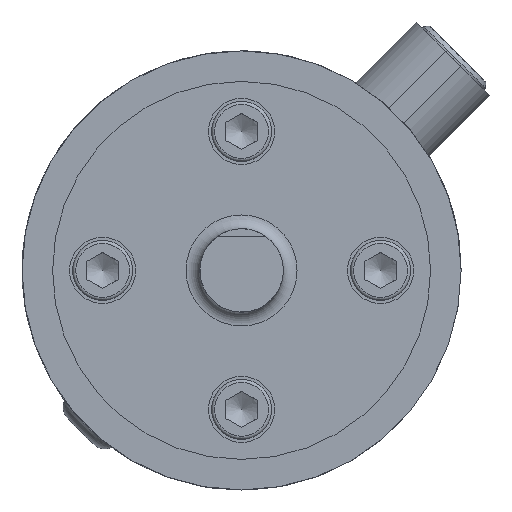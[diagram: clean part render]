
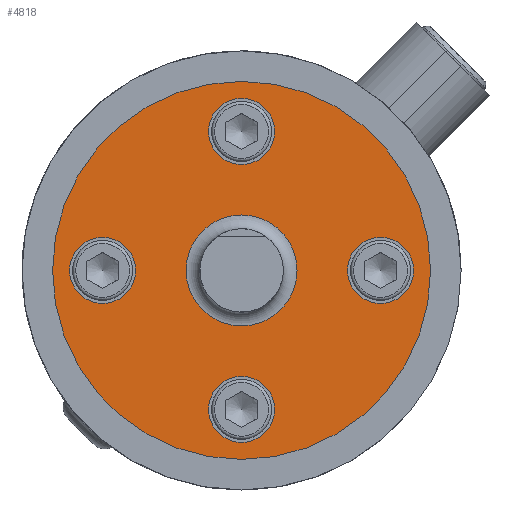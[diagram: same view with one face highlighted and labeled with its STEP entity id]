
A CAD part, front view. The second image highlights one B-rep face of the part: STEP entity #4818.
In plain terms, the highlighted planar face has unit normal (0, -1, 0).
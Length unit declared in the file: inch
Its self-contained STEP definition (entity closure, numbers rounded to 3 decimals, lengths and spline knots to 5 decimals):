
#766=PLANE('',#5343);
#940=FACE_BOUND('',#1664,.T.);
#941=FACE_BOUND('',#1665,.T.);
#942=FACE_BOUND('',#1666,.T.);
#943=FACE_BOUND('',#1667,.T.);
#944=FACE_BOUND('',#1668,.T.);
#1231=FACE_OUTER_BOUND('',#1663,.T.);
#1663=EDGE_LOOP('',(#3884));
#1664=EDGE_LOOP('',(#3885));
#1665=EDGE_LOOP('',(#3886));
#1666=EDGE_LOOP('',(#3887));
#1667=EDGE_LOOP('',(#3888));
#1668=EDGE_LOOP('',(#3889));
#2091=CIRCLE('',#5337,0.85);
#2094=CIRCLE('',#5344,0.1485);
#2095=CIRCLE('',#5345,0.1485);
#2096=CIRCLE('',#5346,0.1485);
#2097=CIRCLE('',#5347,0.1485);
#2098=CIRCLE('',#5348,0.2495);
#2474=VERTEX_POINT('',#8104);
#2479=VERTEX_POINT('',#8120);
#2480=VERTEX_POINT('',#8122);
#2481=VERTEX_POINT('',#8124);
#2482=VERTEX_POINT('',#8126);
#2483=VERTEX_POINT('',#8128);
#2995=EDGE_CURVE('',#2474,#2474,#2091,.T.);
#3002=EDGE_CURVE('',#2479,#2479,#2094,.T.);
#3003=EDGE_CURVE('',#2480,#2480,#2095,.T.);
#3004=EDGE_CURVE('',#2481,#2481,#2096,.T.);
#3005=EDGE_CURVE('',#2482,#2482,#2097,.T.);
#3006=EDGE_CURVE('',#2483,#2483,#2098,.T.);
#3884=ORIENTED_EDGE('',*,*,#2995,.T.);
#3885=ORIENTED_EDGE('',*,*,#3002,.T.);
#3886=ORIENTED_EDGE('',*,*,#3003,.T.);
#3887=ORIENTED_EDGE('',*,*,#3004,.T.);
#3888=ORIENTED_EDGE('',*,*,#3005,.T.);
#3889=ORIENTED_EDGE('',*,*,#3006,.F.);
#4818=ADVANCED_FACE('',(#1231,#940,#941,#942,#943,#944),#766,.T.);
#5337=AXIS2_PLACEMENT_3D('',#8105,#6397,#6398);
#5343=AXIS2_PLACEMENT_3D('',#8119,#6413,#6414);
#5344=AXIS2_PLACEMENT_3D('',#8121,#6415,#6416);
#5345=AXIS2_PLACEMENT_3D('',#8123,#6417,#6418);
#5346=AXIS2_PLACEMENT_3D('',#8125,#6419,#6420);
#5347=AXIS2_PLACEMENT_3D('',#8127,#6421,#6422);
#5348=AXIS2_PLACEMENT_3D('',#8129,#6423,#6424);
#6397=DIRECTION('center_axis',(0.,-1.,0.));
#6398=DIRECTION('ref_axis',(-1.,0.,0.));
#6413=DIRECTION('center_axis',(0.,-1.,0.));
#6414=DIRECTION('ref_axis',(0.,0.,
1.));
#6415=DIRECTION('center_axis',(0.,1.,0.));
#6416=DIRECTION('ref_axis',(-1.,0.,0.));
#6417=DIRECTION('center_axis',(0.,1.,0.));
#6418=DIRECTION('ref_axis',(-1.,0.,0.));
#6419=DIRECTION('center_axis',(0.,1.,0.));
#6420=DIRECTION('ref_axis',(-1.,0.,0.));
#6421=DIRECTION('center_axis',(0.,1.,0.));
#6422=DIRECTION('ref_axis',(-1.,0.,0.));
#6423=DIRECTION('center_axis',(0.,-1.,0.));
#6424=DIRECTION('ref_axis',(1.,0.,0.));
#8104=CARTESIAN_POINT('',(0.85,-0.25,0.));
#8105=CARTESIAN_POINT('Origin',(0.,-0.25,0.));
#8119=CARTESIAN_POINT('Origin',(0.,-0.25,0.));
#8120=CARTESIAN_POINT('',(-0.1485,-0.25,-0.625));
#8121=CARTESIAN_POINT('Origin',(0.,-0.25,-0.625));
#8122=CARTESIAN_POINT('',(-0.7735,-0.25,0.));
#8123=CARTESIAN_POINT('Origin',(-0.625,-0.25,0.));
#8124=CARTESIAN_POINT('',(0.4765,-0.25,0.));
#8125=CARTESIAN_POINT('Origin',(0.625,-0.25,0.));
#8126=CARTESIAN_POINT('',(-0.1485,-0.25,0.625));
#8127=CARTESIAN_POINT('Origin',(0.,-0.25,0.625));
#8128=CARTESIAN_POINT('',(-0.2495,-0.25,0.));
#8129=CARTESIAN_POINT('Origin',(0.,-0.25,0.));
